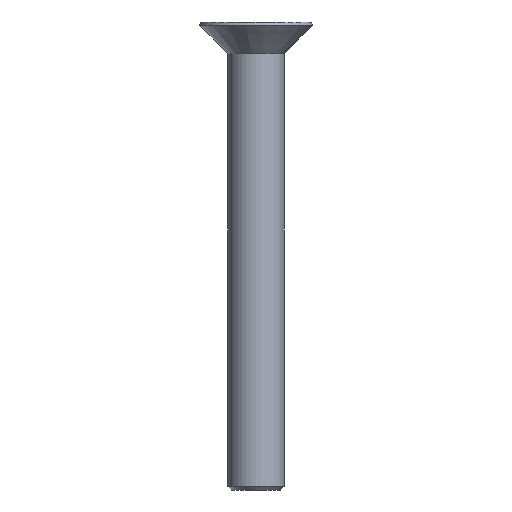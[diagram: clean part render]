
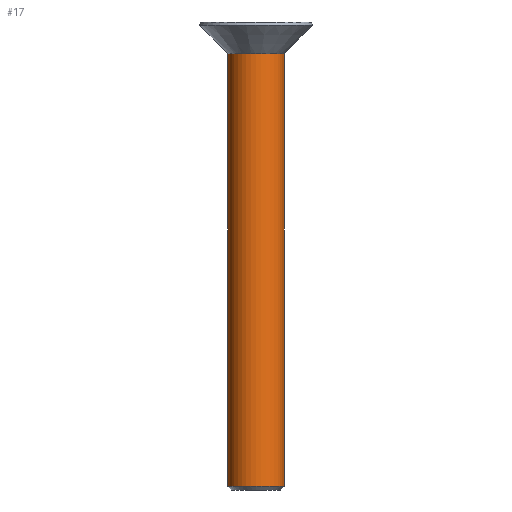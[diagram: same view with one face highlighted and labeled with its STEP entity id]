
A CAD part, front view. The second image highlights one B-rep face of the part: STEP entity #17.
In plain terms, the highlighted cylindrical face has radius 1.5 mm (diameter 3 mm), a full revolution.
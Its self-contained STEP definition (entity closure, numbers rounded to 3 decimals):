
#17 = ADVANCED_FACE('',(#18),#32,.T.);
#18 = FACE_BOUND('',#19,.T.);
#19 = EDGE_LOOP('',(#20,#50,#99,#100));
#20 = ORIENTED_EDGE('',*,*,#21,.F.);
#21 = EDGE_CURVE('',#22,#24,#26,.T.);
#22 = VERTEX_POINT('',#23);
#23 = CARTESIAN_POINT('',(1.5,0.,-1.7));
#24 = VERTEX_POINT('',#25);
#25 = CARTESIAN_POINT('',(1.5,0.,-24.8));
#26 = SEAM_CURVE('',#27,(#31,#43),.PCURVE_S1.);
#27 = LINE('',#28,#29);
#28 = CARTESIAN_POINT('',(1.5,0.,-1.7));
#29 = VECTOR('',#30,1.);
#30 = DIRECTION('',(0.,0.,-1.));
#31 = PCURVE('',#32,#37);
#32 = CYLINDRICAL_SURFACE('',#33,1.5);
#33 = AXIS2_PLACEMENT_3D('',#34,#35,#36);
#34 = CARTESIAN_POINT('',(0.,0.,-1.7));
#35 = DIRECTION('',(0.,0.,-1.));
#36 = DIRECTION('',(1.,0.,0.));
#37 = DEFINITIONAL_REPRESENTATION('',(#38),#42);
#38 = LINE('',#39,#40);
#39 = CARTESIAN_POINT('',(0.,0.));
#40 = VECTOR('',#41,1.);
#41 = DIRECTION('',(0.,1.));
#42 = ( GEOMETRIC_REPRESENTATION_CONTEXT(2) 
PARAMETRIC_REPRESENTATION_CONTEXT() REPRESENTATION_CONTEXT('2D SPACE',''
  ) );
#43 = PCURVE('',#32,#44);
#44 = DEFINITIONAL_REPRESENTATION('',(#45),#49);
#45 = LINE('',#46,#47);
#46 = CARTESIAN_POINT('',(6.283,0.));
#47 = VECTOR('',#48,1.);
#48 = DIRECTION('',(0.,1.));
#49 = ( GEOMETRIC_REPRESENTATION_CONTEXT(2) 
PARAMETRIC_REPRESENTATION_CONTEXT() REPRESENTATION_CONTEXT('2D SPACE',''
  ) );
#50 = ORIENTED_EDGE('',*,*,#51,.T.);
#51 = EDGE_CURVE('',#22,#22,#52,.T.);
#52 = SURFACE_CURVE('',#53,(#58,#65),.PCURVE_S1.);
#53 = CIRCLE('',#54,1.5);
#54 = AXIS2_PLACEMENT_3D('',#55,#56,#57);
#55 = CARTESIAN_POINT('',(0.,0.,-1.7));
#56 = DIRECTION('',(0.,0.,-1.));
#57 = DIRECTION('',(1.,0.,0.));
#58 = PCURVE('',#32,#59);
#59 = DEFINITIONAL_REPRESENTATION('',(#60),#64);
#60 = LINE('',#61,#62);
#61 = CARTESIAN_POINT('',(0.,0.));
#62 = VECTOR('',#63,1.);
#63 = DIRECTION('',(1.,0.));
#64 = ( GEOMETRIC_REPRESENTATION_CONTEXT(2) 
PARAMETRIC_REPRESENTATION_CONTEXT() REPRESENTATION_CONTEXT('2D SPACE',''
  ) );
#65 = PCURVE('',#66,#71);
#66 = CONICAL_SURFACE('',#67,3.2,0.785);
#67 = AXIS2_PLACEMENT_3D('',#68,#69,#70);
#68 = CARTESIAN_POINT('',(0.,0.,0.));
#69 = DIRECTION('',(0.,0.,1.));
#70 = DIRECTION('',(1.,0.,0.));
#71 = DEFINITIONAL_REPRESENTATION('',(#72),#98);
#72 = B_SPLINE_CURVE_WITH_KNOTS('',3,(#73,#74,#75,#76,#77,#78,#79,#80,
    #81,#82,#83,#84,#85,#86,#87,#88,#89,#90,#91,#92,#93,#94,#95,#96,#97)
  ,.UNSPECIFIED.,.F.,.F.,(4,1,1,1,1,1,1,1,1,1,1,1,1,1,1,1,1,1,1,1,1,1,4)
  ,(0.,0.286,0.571,0.857,1.142,
    1.428,1.714,1.999,2.285,
    2.57,2.856,3.142,3.427,
    3.713,3.998,4.284,4.57,
    4.855,5.141,5.426,5.712,
    5.998,6.283),.QUASI_UNIFORM_KNOTS.);
#73 = CARTESIAN_POINT('',(6.283,-1.7));
#74 = CARTESIAN_POINT('',(6.188,-1.7));
#75 = CARTESIAN_POINT('',(5.998,-1.7));
#76 = CARTESIAN_POINT('',(5.712,-1.7));
#77 = CARTESIAN_POINT('',(5.426,-1.7));
#78 = CARTESIAN_POINT('',(5.141,-1.7));
#79 = CARTESIAN_POINT('',(4.855,-1.7));
#80 = CARTESIAN_POINT('',(4.57,-1.7));
#81 = CARTESIAN_POINT('',(4.284,-1.7));
#82 = CARTESIAN_POINT('',(3.998,-1.7));
#83 = CARTESIAN_POINT('',(3.713,-1.7));
#84 = CARTESIAN_POINT('',(3.427,-1.7));
#85 = CARTESIAN_POINT('',(3.142,-1.7));
#86 = CARTESIAN_POINT('',(2.856,-1.7));
#87 = CARTESIAN_POINT('',(2.57,-1.7));
#88 = CARTESIAN_POINT('',(2.285,-1.7));
#89 = CARTESIAN_POINT('',(1.999,-1.7));
#90 = CARTESIAN_POINT('',(1.714,-1.7));
#91 = CARTESIAN_POINT('',(1.428,-1.7));
#92 = CARTESIAN_POINT('',(1.142,-1.7));
#93 = CARTESIAN_POINT('',(0.857,-1.7));
#94 = CARTESIAN_POINT('',(0.571,-1.7));
#95 = CARTESIAN_POINT('',(0.286,-1.7));
#96 = CARTESIAN_POINT('',(0.095,-1.7));
#97 = CARTESIAN_POINT('',(0.,-1.7));
#98 = ( GEOMETRIC_REPRESENTATION_CONTEXT(2) 
PARAMETRIC_REPRESENTATION_CONTEXT() REPRESENTATION_CONTEXT('2D SPACE',''
  ) );
#99 = ORIENTED_EDGE('',*,*,#21,.T.);
#100 = ORIENTED_EDGE('',*,*,#101,.F.);
#101 = EDGE_CURVE('',#24,#24,#102,.T.);
#102 = SURFACE_CURVE('',#103,(#108,#114),.PCURVE_S1.);
#103 = CIRCLE('',#104,1.5);
#104 = AXIS2_PLACEMENT_3D('',#105,#106,#107);
#105 = CARTESIAN_POINT('',(0.,0.,-24.8)
  );
#106 = DIRECTION('',(0.,0.,-1.));
#107 = DIRECTION('',(1.,0.,0.));
#108 = PCURVE('',#32,#109);
#109 = DEFINITIONAL_REPRESENTATION('',(#110),#113);
#110 = B_SPLINE_CURVE_WITH_KNOTS('',1,(#111,#112),.UNSPECIFIED.,.F.,.F.,
  (2,2),(0.,6.283),.PIECEWISE_BEZIER_KNOTS.);
#111 = CARTESIAN_POINT('',(0.,23.1));
#112 = CARTESIAN_POINT('',(6.283,23.1));
#113 = ( GEOMETRIC_REPRESENTATION_CONTEXT(2) 
PARAMETRIC_REPRESENTATION_CONTEXT() REPRESENTATION_CONTEXT('2D SPACE',''
  ) );
#114 = PCURVE('',#115,#120);
#115 = CONICAL_SURFACE('',#116,1.5,0.785);
#116 = AXIS2_PLACEMENT_3D('',#117,#118,#119);
#117 = CARTESIAN_POINT('',(0.,0.,-24.8)
  );
#118 = DIRECTION('',(0.,0.,1.));
#119 = DIRECTION('',(1.,0.,0.));
#120 = DEFINITIONAL_REPRESENTATION('',(#121),#147);
#121 = B_SPLINE_CURVE_WITH_KNOTS('',3,(#122,#123,#124,#125,#126,#127,
    #128,#129,#130,#131,#132,#133,#134,#135,#136,#137,#138,#139,#140,
    #141,#142,#143,#144,#145,#146),.UNSPECIFIED.,.F.,.F.,(4,1,1,1,1,1,1,
    1,1,1,1,1,1,1,1,1,1,1,1,1,1,1,4),(0.,0.286,0.571,
    0.857,1.142,1.428,1.714,
    1.999,2.285,2.57,2.856,
    3.142,3.427,3.713,3.998,
    4.284,4.57,4.855,5.141,
    5.426,5.712,5.998,6.283),
  .QUASI_UNIFORM_KNOTS.);
#122 = CARTESIAN_POINT('',(6.283,0.));
#123 = CARTESIAN_POINT('',(6.188,0.));
#124 = CARTESIAN_POINT('',(5.998,0.));
#125 = CARTESIAN_POINT('',(5.712,0.));
#126 = CARTESIAN_POINT('',(5.426,0.));
#127 = CARTESIAN_POINT('',(5.141,0.));
#128 = CARTESIAN_POINT('',(4.855,0.));
#129 = CARTESIAN_POINT('',(4.57,0.));
#130 = CARTESIAN_POINT('',(4.284,0.));
#131 = CARTESIAN_POINT('',(3.998,0.));
#132 = CARTESIAN_POINT('',(3.713,0.));
#133 = CARTESIAN_POINT('',(3.427,0.));
#134 = CARTESIAN_POINT('',(3.142,0.));
#135 = CARTESIAN_POINT('',(2.856,0.));
#136 = CARTESIAN_POINT('',(2.57,0.));
#137 = CARTESIAN_POINT('',(2.285,0.));
#138 = CARTESIAN_POINT('',(1.999,0.));
#139 = CARTESIAN_POINT('',(1.714,0.));
#140 = CARTESIAN_POINT('',(1.428,0.));
#141 = CARTESIAN_POINT('',(1.142,0.));
#142 = CARTESIAN_POINT('',(0.857,0.));
#143 = CARTESIAN_POINT('',(0.571,0.));
#144 = CARTESIAN_POINT('',(0.286,0.));
#145 = CARTESIAN_POINT('',(0.095,0.));
#146 = CARTESIAN_POINT('',(0.,0.));
#147 = ( GEOMETRIC_REPRESENTATION_CONTEXT(2) 
PARAMETRIC_REPRESENTATION_CONTEXT() REPRESENTATION_CONTEXT('2D SPACE',''
  ) );
